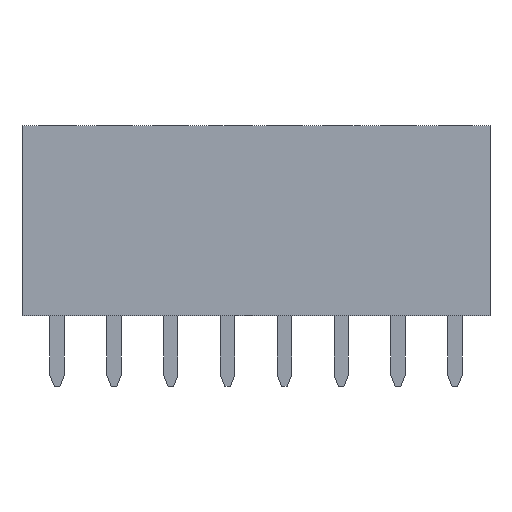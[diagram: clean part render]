
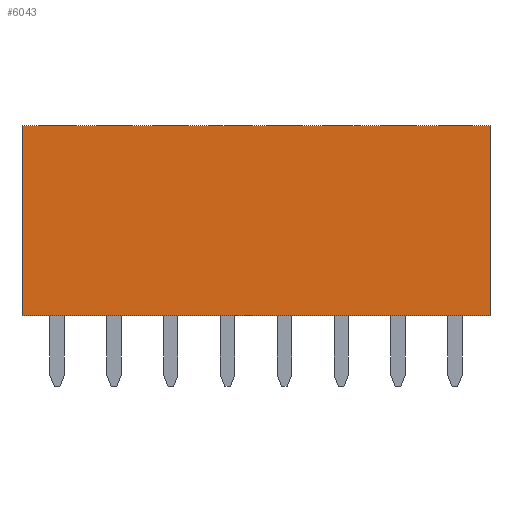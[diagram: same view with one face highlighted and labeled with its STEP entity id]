
A CAD part, front view. The second image highlights one B-rep face of the part: STEP entity #6043.
In plain terms, the highlighted planar face has unit normal (0, -1, 0).
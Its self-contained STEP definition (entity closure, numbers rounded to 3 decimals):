
#3960=DIRECTION('',(0.,0.,-1.));
#3961=VECTOR('',#3960,8.5);
#3962=CARTESIAN_POINT('',(20.62,0.,8.5));
#3963=LINE('',#3962,#3961);
#3992=DIRECTION('',(-1.,0.,0.));
#3993=VECTOR('',#3992,20.92);
#3994=CARTESIAN_POINT('',(20.62,0.,0.));
#3995=LINE('',#3994,#3993);
#4300=DIRECTION('',(0.,0.,-1.));
#4301=VECTOR('',#4300,8.5);
#4302=CARTESIAN_POINT('',(-0.3,0.,8.5));
#4303=LINE('',#4302,#4301);
#4304=DIRECTION('',(-1.,0.,0.));
#4305=VECTOR('',#4304,20.92);
#4306=CARTESIAN_POINT('',(20.62,0.,8.5));
#4307=LINE('',#4306,#4305);
#5332=CARTESIAN_POINT('',(20.62,0.,0.));
#5334=VERTEX_POINT('',#5332);
#5342=CARTESIAN_POINT('',(20.62,0.,8.5));
#5343=VERTEX_POINT('',#5342);
#5350=CARTESIAN_POINT('',(-0.3,0.,0.));
#5351=VERTEX_POINT('',#5350);
#5358=CARTESIAN_POINT('',(-0.3,0.,8.5));
#5359=VERTEX_POINT('',#5358);
#6031=CARTESIAN_POINT('',(43.18,0.,8.5));
#6032=DIRECTION('',(0.,-1.,0.));
#6033=DIRECTION('',(1.,0.,0.));
#6034=AXIS2_PLACEMENT_3D('',#6031,#6032,#6033);
#6035=PLANE('',#6034);
#6036=ORIENTED_EDGE('',*,*,#5755,.T.);
#6037=ORIENTED_EDGE('',*,*,#5782,.T.);
#6039=ORIENTED_EDGE('',*,*,#6038,.F.);
#6040=ORIENTED_EDGE('',*,*,#5863,.F.);
#6041=EDGE_LOOP('',(#6036,#6037,#6039,#6040));
#6042=FACE_OUTER_BOUND('',#6041,.F.);
#6043=ADVANCED_FACE('',(#6042),#6035,.T.);
#5755=EDGE_CURVE('',#5343,#5334,#3963,.T.);
#5782=EDGE_CURVE('',#5334,#5351,#3995,.T.);
#5863=EDGE_CURVE('',#5343,#5359,#4307,.T.);
#6038=EDGE_CURVE('',#5359,#5351,#4303,.T.);
